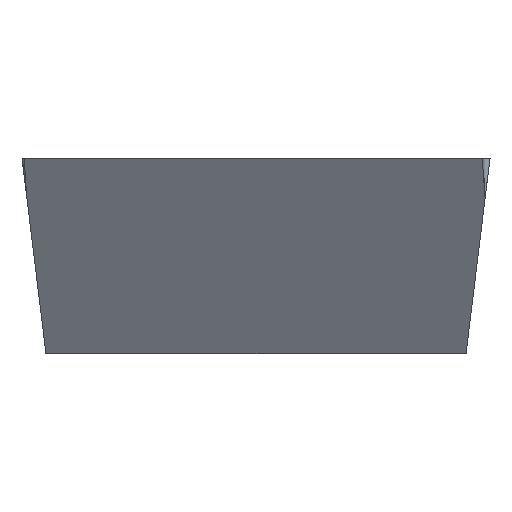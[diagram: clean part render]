
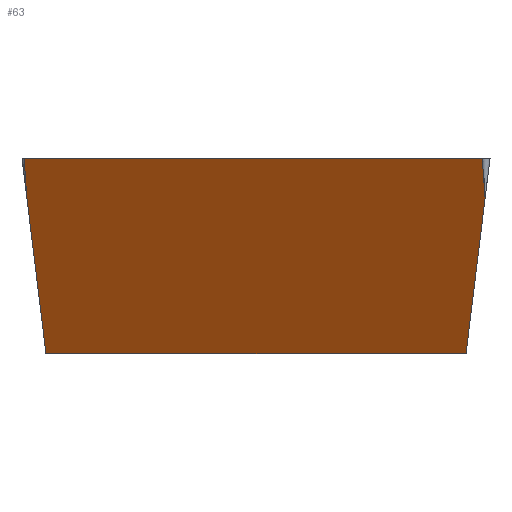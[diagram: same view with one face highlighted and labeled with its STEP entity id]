
A CAD part, left-side view. The second image highlights one B-rep face of the part: STEP entity #63.
In plain terms, the highlighted planar face has unit normal (-0.813, 0.569, -0.122).
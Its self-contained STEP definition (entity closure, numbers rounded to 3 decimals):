
#47=FACE_OUTER_BOUND('',#91,.T.);
#63=ADVANCED_FACE('',(#47),#78,.T.);
#78=PLANE('',#426);
#91=EDGE_LOOP('',(#131,#132,#133,#134,#135,#136));
#131=ORIENTED_EDGE('',*,*,#225,.T.);
#132=ORIENTED_EDGE('',*,*,#232,.T.);
#133=ORIENTED_EDGE('',*,*,#214,.T.);
#134=ORIENTED_EDGE('',*,*,#233,.T.);
#135=ORIENTED_EDGE('',*,*,#234,.T.);
#136=ORIENTED_EDGE('',*,*,#229,.T.);
#188=VERTEX_POINT('',#598);
#189=VERTEX_POINT('',#600);
#197=VERTEX_POINT('',#620);
#198=VERTEX_POINT('',#622);
#200=VERTEX_POINT('',#627);
#203=VERTEX_POINT('',#637);
#214=EDGE_CURVE('',#189,#188,#313,.T.);
#225=EDGE_CURVE('',#198,#197,#319,.T.);
#229=EDGE_CURVE('',#200,#198,#323,.T.);
#232=EDGE_CURVE('',#197,#189,#324,.T.);
#233=EDGE_CURVE('',#188,#203,#325,.T.);
#234=EDGE_CURVE('',#203,#200,#326,.T.);
#313=LINE('',#599,#341);
#319=LINE('',#621,#347);
#323=LINE('',#629,#351);
#324=LINE('',#635,#352);
#325=LINE('',#636,#353);
#326=LINE('',#638,#354);
#341=VECTOR('',#472,1.);
#347=VECTOR('',#492,1.);
#351=VECTOR('',#498,1.);
#352=VECTOR('',#505,1.);
#353=VECTOR('',#506,1.);
#354=VECTOR('',#507,1.);
#426=AXIS2_PLACEMENT_3D('',#639,#508,#509);
#472=DIRECTION('',(0.574,0.819,0.));
#492=DIRECTION('',(-0.228,-0.119,0.966));
#498=DIRECTION('',(-0.574,-0.819,0.));
#505=DIRECTION('',(-0.1,0.07,0.993));
#506=DIRECTION('',(0.1,-0.07,-0.993));
#507=DIRECTION('',(0.063,-0.122,-0.991));
#508=DIRECTION('',(-0.813,0.569,-0.122));
#509=DIRECTION('',(0.574,0.819,0.));
#598=CARTESIAN_POINT('',(-2.509,4.72,0.));
#599=CARTESIAN_POINT('',(-9.038,-4.605,0.));
#600=CARTESIAN_POINT('',(-9.038,-4.605,0.));
#620=CARTESIAN_POINT('',(-8.957,-4.663,-0.814));
#621=CARTESIAN_POINT('',(-8.212,-4.275,-3.97));
#622=CARTESIAN_POINT('',(-8.212,-4.275,-3.97));
#627=CARTESIAN_POINT('',(-2.225,4.275,-3.97));
#629=CARTESIAN_POINT('',(-2.225,4.275,-3.97));
#635=CARTESIAN_POINT('',(-8.957,-4.663,-0.814));
#636=CARTESIAN_POINT('',(-2.509,4.72,0.));
#637=CARTESIAN_POINT('',(-2.427,4.663,-0.814));
#638=CARTESIAN_POINT('',(-2.427,4.663,-0.814));
#639=CARTESIAN_POINT('',(-1.867,5.637,0.));
